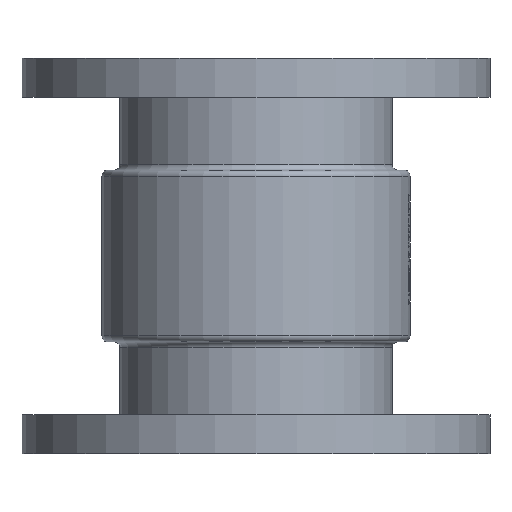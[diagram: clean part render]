
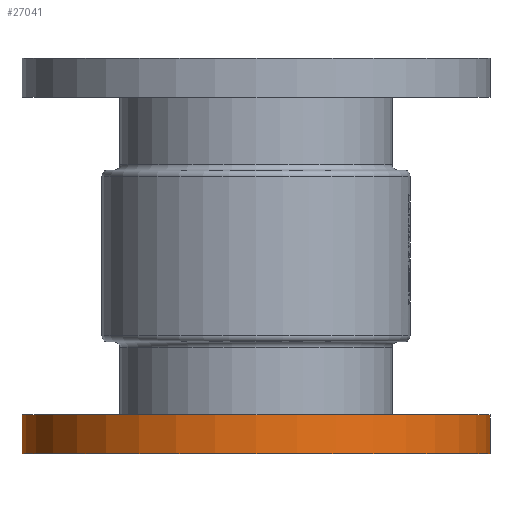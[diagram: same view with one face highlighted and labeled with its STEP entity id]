
A CAD part, front view. The second image highlights one B-rep face of the part: STEP entity #27041.
In plain terms, the highlighted cylindrical face has radius 120 mm (diameter 240 mm), a partial arc.
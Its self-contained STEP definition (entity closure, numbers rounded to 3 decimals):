
#277 = VECTOR ( 'NONE', #10364, 1000. ) ;
#823 = AXIS2_PLACEMENT_3D ( 'NONE', #16654, #5400, #28368 ) ;
#1386 = CARTESIAN_POINT ( 'NONE',  ( 120., 0., -203. ) ) ;
#3180 = ORIENTED_EDGE ( 'NONE', *, *, #27881, .F. ) ;
#4084 = DIRECTION ( 'NONE',  ( 1., 0., 0. ) ) ;
#4324 = VECTOR ( 'NONE', #20591, 1000. ) ;
#4420 = CARTESIAN_POINT ( 'NONE',  ( 120., 0., -203. ) ) ;
#5141 = LINE ( 'NONE', #9175, #4324 ) ;
#5400 = DIRECTION ( 'NONE',  ( 0., 0., -1. ) ) ;
#7247 = EDGE_CURVE ( 'NONE', #15494, #14015, #24167, .T. ) ;
#7429 = ORIENTED_EDGE ( 'NONE', *, *, #7247, .F. ) ;
#7636 = CYLINDRICAL_SURFACE ( 'NONE', #823, 120. ) ;
#9175 = CARTESIAN_POINT ( 'NONE',  ( -120., 0., -203. ) ) ;
#10364 = DIRECTION ( 'NONE',  ( 0., 0., -1. ) ) ;
#12659 = ORIENTED_EDGE ( 'NONE', *, *, #17743, .T. ) ;
#12979 = CARTESIAN_POINT ( 'NONE',  ( -120., 0., -203. ) ) ;
#13042 = CIRCLE ( 'NONE', #21196, 120. ) ;
#13249 = AXIS2_PLACEMENT_3D ( 'NONE', #16979, #28831, #26146 ) ;
#14015 = VERTEX_POINT ( 'NONE', #4420 ) ;
#15476 = CARTESIAN_POINT ( 'NONE',  ( 0., 0., -203. ) ) ;
#15494 = VERTEX_POINT ( 'NONE', #21901 ) ;
#16654 = CARTESIAN_POINT ( 'NONE',  ( 0., 0., -203. ) ) ;
#16979 = CARTESIAN_POINT ( 'NONE',  ( 0., 0., -183. ) ) ;
#17328 = VERTEX_POINT ( 'NONE', #12979 ) ;
#17743 = EDGE_CURVE ( 'NONE', #21737, #17328, #5141, .T. ) ;
#18745 = FACE_OUTER_BOUND ( 'NONE', #22673, .T. ) ;
#19524 = EDGE_CURVE ( 'NONE', #17328, #14015, #13042, .T. ) ;
#19939 = ORIENTED_EDGE ( 'NONE', *, *, #19524, .T. ) ;
#20591 = DIRECTION ( 'NONE',  ( 0., 0., -1. ) ) ;
#21196 = AXIS2_PLACEMENT_3D ( 'NONE', #15476, #24637, #4084 ) ;
#21737 = VERTEX_POINT ( 'NONE', #22149 ) ;
#21901 = CARTESIAN_POINT ( 'NONE',  ( 120., 0., -183. ) ) ;
#22149 = CARTESIAN_POINT ( 'NONE',  ( -120., 0., -183. ) ) ;
#22673 = EDGE_LOOP ( 'NONE', ( #3180, #12659, #19939, #7429 ) ) ;
#24167 = LINE ( 'NONE', #1386, #277 ) ;
#24637 = DIRECTION ( 'NONE',  ( 0., 0., 1. ) ) ;
#26146 = DIRECTION ( 'NONE',  ( 1., 0., 0. ) ) ;
#27041 = ADVANCED_FACE ( 'NONE', ( #18745 ), #7636, .T. ) ;
#27881 = EDGE_CURVE ( 'NONE', #21737, #15494, #29079, .T. ) ;
#28368 = DIRECTION ( 'NONE',  ( 1., 0., 0. ) ) ;
#28831 = DIRECTION ( 'NONE',  ( 0., 0., 1. ) ) ;
#29079 = CIRCLE ( 'NONE', #13249, 120. ) ;
